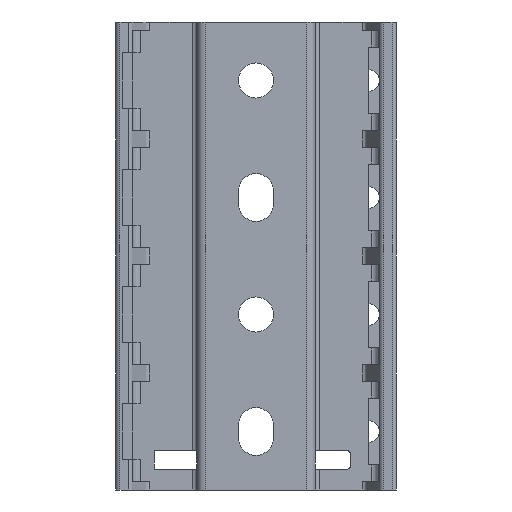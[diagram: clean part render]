
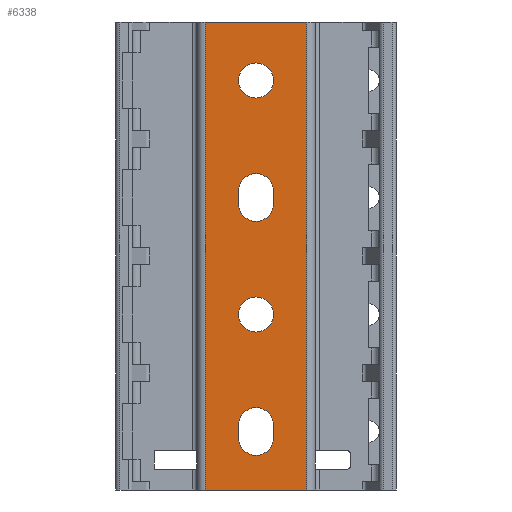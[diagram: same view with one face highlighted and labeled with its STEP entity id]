
A CAD part, front view. The second image highlights one B-rep face of the part: STEP entity #6338.
In plain terms, the highlighted planar face has unit normal (0, -1, 0).
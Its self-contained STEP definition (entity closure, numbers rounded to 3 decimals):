
#25=DIRECTION('',(1.,0.,0.));
#26=VECTOR('',#25,12.2);
#27=CARTESIAN_POINT('',(-6.1,0.,-140.));
#28=LINE('',#27,#26);
#509=DIRECTION('',(0.,0.,-1.));
#510=VECTOR('',#509,56.);
#511=CARTESIAN_POINT('',(-6.1,0.,-84.));
#512=LINE('',#511,#510);
#522=DIRECTION('',(1.,0.,0.));
#523=VECTOR('',#522,12.2);
#524=CARTESIAN_POINT('',(-6.1,0.,-84.));
#525=LINE('',#524,#523);
#526=CARTESIAN_POINT('',(0.,0.,-91.));
#527=DIRECTION('',(0.,-1.,0.));
#528=DIRECTION('',(-1.,0.,0.));
#529=AXIS2_PLACEMENT_3D('',#526,#527,#528);
#531=CARTESIAN_POINT('',(0.,0.,-91.));
#532=DIRECTION('',(0.,-1.,0.));
#533=DIRECTION('',(1.,0.,0.));
#534=AXIS2_PLACEMENT_3D('',#531,#532,#533);
#536=CARTESIAN_POINT('',(0.,0.,-119.));
#537=DIRECTION('',(0.,-1.,0.));
#538=DIRECTION('',(-1.,0.,0.));
#539=AXIS2_PLACEMENT_3D('',#536,#537,#538);
#541=CARTESIAN_POINT('',(0.,0.,-119.));
#542=DIRECTION('',(0.,-1.,0.));
#543=DIRECTION('',(1.,0.,0.));
#544=AXIS2_PLACEMENT_3D('',#541,#542,#543);
#546=CARTESIAN_POINT('',(0.,0.,-105.75));
#547=DIRECTION('',(0.,1.,0.));
#548=DIRECTION('',(1.,0.,0.));
#549=AXIS2_PLACEMENT_3D('',#546,#547,#548);
#551=DIRECTION('',(0.,0.,-1.));
#552=VECTOR('',#551,1.5);
#553=CARTESIAN_POINT('',(2.1,0.,-104.25));
#554=LINE('',#553,#552);
#555=CARTESIAN_POINT('',(0.,0.,-104.25));
#556=DIRECTION('',(0.,1.,0.));
#557=DIRECTION('',(-1.,0.,0.));
#558=AXIS2_PLACEMENT_3D('',#555,#556,#557);
#560=DIRECTION('',(0.,0.,1.));
#561=VECTOR('',#560,1.5);
#562=CARTESIAN_POINT('',(-2.1,0.,-105.75));
#563=LINE('',#562,#561);
#564=CARTESIAN_POINT('',(0.,0.,-133.75));
#565=DIRECTION('',(0.,1.,0.));
#566=DIRECTION('',(1.,0.,0.));
#567=AXIS2_PLACEMENT_3D('',#564,#565,#566);
#569=DIRECTION('',(0.,0.,-1.));
#570=VECTOR('',#569,1.5);
#571=CARTESIAN_POINT('',(2.1,0.,-132.25));
#572=LINE('',#571,#570);
#573=CARTESIAN_POINT('',(0.,0.,-132.25));
#574=DIRECTION('',(0.,1.,0.));
#575=DIRECTION('',(-1.,0.,0.));
#576=AXIS2_PLACEMENT_3D('',#573,#574,#575);
#578=DIRECTION('',(0.,0.,1.));
#579=VECTOR('',#578,1.5);
#580=CARTESIAN_POINT('',(-2.1,0.,-133.75));
#581=LINE('',#580,#579);
#596=DIRECTION('',(0.,0.,-1.));
#597=VECTOR('',#596,56.);
#598=CARTESIAN_POINT('',(6.1,0.,-84.));
#599=LINE('',#598,#597);
#4454=CARTESIAN_POINT('',(6.1,0.,-140.));
#4456=VERTEX_POINT('',#4454);
#4457=CARTESIAN_POINT('',(-6.1,0.,-140.));
#4459=VERTEX_POINT('',#4457);
#5540=CARTESIAN_POINT('',(-2.1,0.,-91.));
#5541=CARTESIAN_POINT('',(2.1,0.,-91.));
#5542=VERTEX_POINT('',#5540);
#5543=VERTEX_POINT('',#5541);
#5562=CARTESIAN_POINT('',(-2.1,0.,-119.));
#5563=CARTESIAN_POINT('',(2.1,0.,-119.));
#5564=VERTEX_POINT('',#5562);
#5565=VERTEX_POINT('',#5563);
#5593=CARTESIAN_POINT('',(2.1,0.,-105.75));
#5595=VERTEX_POINT('',#5593);
#5597=CARTESIAN_POINT('',(-2.1,0.,-105.75));
#5599=VERTEX_POINT('',#5597);
#5601=CARTESIAN_POINT('',(-2.1,0.,-104.25));
#5603=VERTEX_POINT('',#5601);
#5605=CARTESIAN_POINT('',(2.1,0.,-104.25));
#5607=VERTEX_POINT('',#5605);
#5625=CARTESIAN_POINT('',(2.1,0.,-133.75));
#5627=VERTEX_POINT('',#5625);
#5629=CARTESIAN_POINT('',(-2.1,0.,-133.75));
#5631=VERTEX_POINT('',#5629);
#5633=CARTESIAN_POINT('',(-2.1,0.,-132.25));
#5635=VERTEX_POINT('',#5633);
#5637=CARTESIAN_POINT('',(2.1,0.,-132.25));
#5639=VERTEX_POINT('',#5637);
#5728=CARTESIAN_POINT('',(-6.1,0.,-84.));
#5729=CARTESIAN_POINT('',(6.1,0.,-84.));
#5730=VERTEX_POINT('',#5728);
#5731=VERTEX_POINT('',#5729);
#6294=CARTESIAN_POINT('',(-7.1,0.,-140.));
#6295=DIRECTION('',(0.,-1.,0.));
#6296=DIRECTION('',(1.,0.,0.));
#6297=AXIS2_PLACEMENT_3D('',#6294,#6295,#6296);
#6298=PLANE('',#6297);
#6299=ORIENTED_EDGE('',*,*,#5973,.T.);
#6301=ORIENTED_EDGE('',*,*,#6300,.T.);
#6302=ORIENTED_EDGE('',*,*,#5805,.F.);
#6303=ORIENTED_EDGE('',*,*,#6287,.F.);
#6304=EDGE_LOOP('',(#6299,#6301,#6302,#6303));
#6305=FACE_OUTER_BOUND('',#6304,.F.);
#6307=ORIENTED_EDGE('',*,*,#6306,.T.);
#6309=ORIENTED_EDGE('',*,*,#6308,.T.);
#6310=EDGE_LOOP('',(#6307,#6309));
#6311=FACE_BOUND('',#6310,.F.);
#6313=ORIENTED_EDGE('',*,*,#6312,.T.);
#6315=ORIENTED_EDGE('',*,*,#6314,.T.);
#6316=EDGE_LOOP('',(#6313,#6315));
#6317=FACE_BOUND('',#6316,.F.);
#6319=ORIENTED_EDGE('',*,*,#6318,.F.);
#6321=ORIENTED_EDGE('',*,*,#6320,.F.);
#6323=ORIENTED_EDGE('',*,*,#6322,.F.);
#6325=ORIENTED_EDGE('',*,*,#6324,.F.);
#6326=EDGE_LOOP('',(#6319,#6321,#6323,#6325));
#6327=FACE_BOUND('',#6326,.F.);
#6329=ORIENTED_EDGE('',*,*,#6328,.F.);
#6331=ORIENTED_EDGE('',*,*,#6330,.F.);
#6333=ORIENTED_EDGE('',*,*,#6332,.F.);
#6335=ORIENTED_EDGE('',*,*,#6334,.F.);
#6336=EDGE_LOOP('',(#6329,#6331,#6333,#6335));
#6337=FACE_BOUND('',#6336,.F.);
#6338=ADVANCED_FACE('',(#6305,#6311,#6317,#6327,#6337),#6298,.T.);
#530=CIRCLE('',#529,2.1);
#535=CIRCLE('',#534,2.1);
#540=CIRCLE('',#539,2.1);
#545=CIRCLE('',#544,2.1);
#550=CIRCLE('',#549,2.1);
#559=CIRCLE('',#558,2.1);
#568=CIRCLE('',#567,2.1);
#577=CIRCLE('',#576,2.1);
#5805=EDGE_CURVE('',#4459,#4456,#28,.T.);
#5973=EDGE_CURVE('',#5730,#5731,#525,.T.);
#6287=EDGE_CURVE('',#5730,#4459,#512,.T.);
#6300=EDGE_CURVE('',#5731,#4456,#599,.T.);
#6306=EDGE_CURVE('',#5542,#5543,#530,.T.);
#6308=EDGE_CURVE('',#5543,#5542,#535,.T.);
#6312=EDGE_CURVE('',#5564,#5565,#540,.T.);
#6314=EDGE_CURVE('',#5565,#5564,#545,.T.);
#6318=EDGE_CURVE('',#5595,#5599,#550,.T.);
#6320=EDGE_CURVE('',#5607,#5595,#554,.T.);
#6322=EDGE_CURVE('',#5603,#5607,#559,.T.);
#6324=EDGE_CURVE('',#5599,#5603,#563,.T.);
#6328=EDGE_CURVE('',#5627,#5631,#568,.T.);
#6330=EDGE_CURVE('',#5639,#5627,#572,.T.);
#6332=EDGE_CURVE('',#5635,#5639,#577,.T.);
#6334=EDGE_CURVE('',#5631,#5635,#581,.T.);
